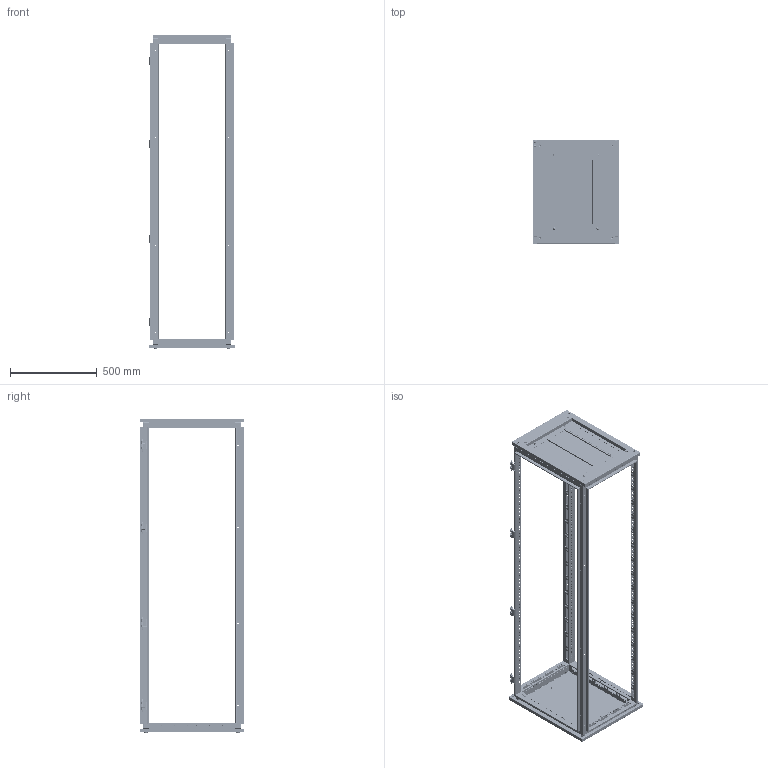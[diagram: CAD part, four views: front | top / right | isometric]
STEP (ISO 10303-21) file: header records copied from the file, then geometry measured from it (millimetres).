
FILE_DESCRIPTION (( 'STEP AP203' ), '1' );
FILE_NAME ('R5KTB65+R5KMDR18.step', '2011-02-16T14:54:16', ( 'User' ), ( 'DKC' ), 'SwSTEP 2.0', 'SolidWorks 2010', '' );
FILE_SCHEMA (( 'CONFIG_CONTROL_DESIGN' ));
Products named in the file (23): R5KTB65+R5KMDR18; Assem base_KTB65; Lamiera trasversale per fondo da_600; Lamiera laterale per fondo da_500; Fondo per quadro da_600x95; Fondo per quadro da_600x145; Traversa inferiore tenuta fondo_500; Capscrew with recessed hexahedron M6 x 10_ISO 4762 M6 x 10 --- 10S; Flange nut M6_ISO 7044-M6-S; Acc00c561_Default; Assem roof_KTB65; sealant for base_600x500; Traversa laterale per quadro prof_500; Traversa frontale per quadro largh._600; AC00C469S_Default; AC00C469D_Default; Sviluppo tetto da_600x500; Button head screw with recessed hexahedron M12 x 20 _ISO 7380 - M12 x 20 --- 20S; land; end-cap; Montante per quadro_1800; cerniera DAE_Default; AC00C254_Default
Assembly tree (64 placements, depth 3):
  R5KTB65+R5KMDR18
    Montante per quadro_1800  x4
    AC00C254_Default  x4
    cerniera DAE_Default  x4
    Assem base_KTB65
      AC00C469S_Default  x2
      Lamiera trasversale per fondo da_600  x2
      Traversa inferiore tenuta fondo_500  x2
      Capscrew with recessed hexahedron M6 x 10_ISO 4762 M6 x 10 --- 10S  x4
      AC00C469D_Default  x2
      Traversa frontale per quadro largh._600  x2
      Flange nut M6_ISO 7044-M6-S  x4
      Fondo per quadro da_600x95
      sealant for base_600x500
      Fondo per quadro da_600x145  x2
      Traversa laterale per quadro prof_500  x2
      Acc00c561_Default  x6
      Lamiera laterale per fondo da_500  x2
    Assem roof_KTB65
      Button head screw with recessed hexahedron M12 x 20 _ISO 7380 - M12 x 20 --- 20S  x4
      AC00C469S_Default  x2
      AC00C469D_Default  x2
      Sviluppo tetto da_600x500
      land  x2
      end-cap  x2
      Traversa laterale per quadro prof_500  x2
      Traversa frontale per quadro largh._600  x2
      sealant for base_600x500
Bounding box: 499 x 600.5 x 1814.1 mm (x, y, z)
Volume: 4784295.7 mm3; surface area: 5753666.4 mm2
Topology: 64 solids, 64 shells, 12528 faces, 34080 edges, 21852 vertices
Faces by surface type: plane 6560, cylinder 3754, cone 1216, bspline 702, torus 200, sphere 96
Entity records: 128321 total; most frequent: CARTESIAN_POINT 34691, ORIENTED_EDGE 19398, DIRECTION 17757, EDGE_CURVE 9699, VERTEX_POINT 6224, LINE 6011, VECTOR 6011, AXIS2_PLACEMENT_3D 5873
